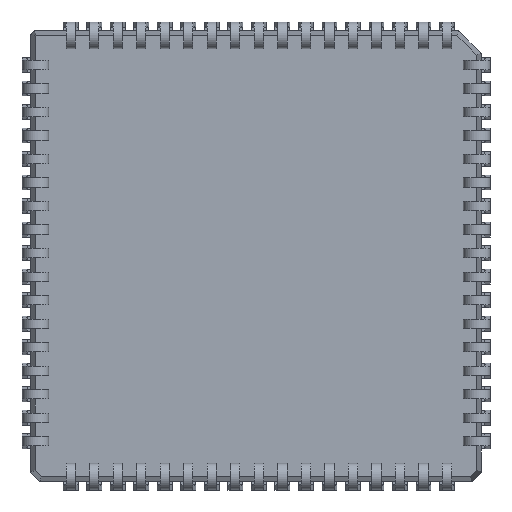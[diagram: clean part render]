
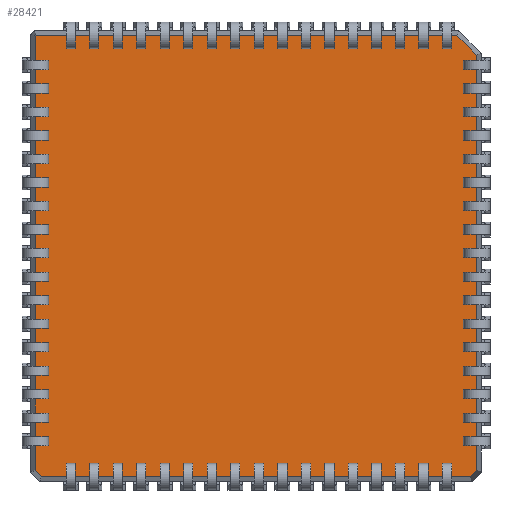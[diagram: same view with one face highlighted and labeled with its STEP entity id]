
A CAD part, front view. The second image highlights one B-rep face of the part: STEP entity #28421.
In plain terms, the highlighted planar face has unit normal (0, -1, 0).
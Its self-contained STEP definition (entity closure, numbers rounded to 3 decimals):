
#16=DIRECTION('',(-0.707,0.,-0.707));
#17=VECTOR('',#16,0.076);
#18=CARTESIAN_POINT('',(-11.861,-2.03,11.915));
#19=LINE('',#18,#17);
#24=DIRECTION('',(-1.,0.,0.));
#25=VECTOR('',#24,22.703);
#26=CARTESIAN_POINT('',(10.841,-2.03,11.915));
#27=LINE('',#26,#25);
#31=DIRECTION('',(-0.707,0.,0.707));
#32=VECTOR('',#31,1.518);
#33=CARTESIAN_POINT('',(11.915,-2.03,10.841));
#34=LINE('',#33,#32);
#38=DIRECTION('',(0.,0.,1.));
#39=VECTOR('',#38,22.403);
#40=CARTESIAN_POINT('',(11.915,-2.03,-11.561));
#41=LINE('',#40,#39);
#45=DIRECTION('',(0.707,0.,0.707));
#46=VECTOR('',#45,0.5);
#47=CARTESIAN_POINT('',(11.561,-2.03,-11.915));
#48=LINE('',#47,#46);
#52=DIRECTION('',(1.,0.,0.));
#53=VECTOR('',#52,23.123);
#54=CARTESIAN_POINT('',(-11.561,-2.03,-11.915));
#55=LINE('',#54,#53);
#59=DIRECTION('',(0.707,0.,-0.707));
#60=VECTOR('',#59,0.5);
#61=CARTESIAN_POINT('',(-11.915,-2.03,-11.561));
#62=LINE('',#61,#60);
#66=DIRECTION('',(0.,0.,-1.));
#67=VECTOR('',#66,23.423);
#68=CARTESIAN_POINT('',(-11.915,-2.03,11.861));
#69=LINE('',#68,#67);
#24138=CARTESIAN_POINT('',(-11.861,-2.03,11.915));
#24139=CARTESIAN_POINT('',(-11.915,-2.03,11.861));
#24140=VERTEX_POINT('',#24138);
#24141=VERTEX_POINT('',#24139);
#24144=CARTESIAN_POINT('',(-11.915,-2.03,-11.561));
#24145=VERTEX_POINT('',#24144);
#24146=CARTESIAN_POINT('',(-11.561,-2.03,-11.915));
#24147=VERTEX_POINT('',#24146);
#24148=CARTESIAN_POINT('',(11.561,-2.03,-11.915));
#24149=VERTEX_POINT('',#24148);
#24150=CARTESIAN_POINT('',(11.915,-2.03,-11.561));
#24151=VERTEX_POINT('',#24150);
#24152=CARTESIAN_POINT('',(11.915,-2.03,10.841));
#24153=VERTEX_POINT('',#24152);
#24154=CARTESIAN_POINT('',(10.841,-2.03,11.915));
#24155=VERTEX_POINT('',#24154);
#28398=CARTESIAN_POINT('',(0.,-2.03,0.));
#28399=DIRECTION('',(0.,1.,0.));
#28400=DIRECTION('',(1.,0.,0.));
#28401=AXIS2_PLACEMENT_3D('',#28398,#28399,#28400);
#28402=PLANE('',#28401);
#28404=ORIENTED_EDGE('',*,*,#28403,.F.);
#28406=ORIENTED_EDGE('',*,*,#28405,.F.);
#28408=ORIENTED_EDGE('',*,*,#28407,.F.);
#28410=ORIENTED_EDGE('',*,*,#28409,.F.);
#28412=ORIENTED_EDGE('',*,*,#28411,.F.);
#28414=ORIENTED_EDGE('',*,*,#28413,.F.);
#28416=ORIENTED_EDGE('',*,*,#28415,.F.);
#28418=ORIENTED_EDGE('',*,*,#28417,.F.);
#28419=EDGE_LOOP('',(#28404,#28406,#28408,#28410,#28412,#28414,#28416,#28418));
#28420=FACE_OUTER_BOUND('',#28419,.F.);
#28421=ADVANCED_FACE('',(#28420),#28402,.F.);
#28403=EDGE_CURVE('',#24140,#24141,#19,.T.);
#28405=EDGE_CURVE('',#24155,#24140,#27,.T.);
#28407=EDGE_CURVE('',#24153,#24155,#34,.T.);
#28409=EDGE_CURVE('',#24151,#24153,#41,.T.);
#28411=EDGE_CURVE('',#24149,#24151,#48,.T.);
#28413=EDGE_CURVE('',#24147,#24149,#55,.T.);
#28415=EDGE_CURVE('',#24145,#24147,#62,.T.);
#28417=EDGE_CURVE('',#24141,#24145,#69,.T.);
